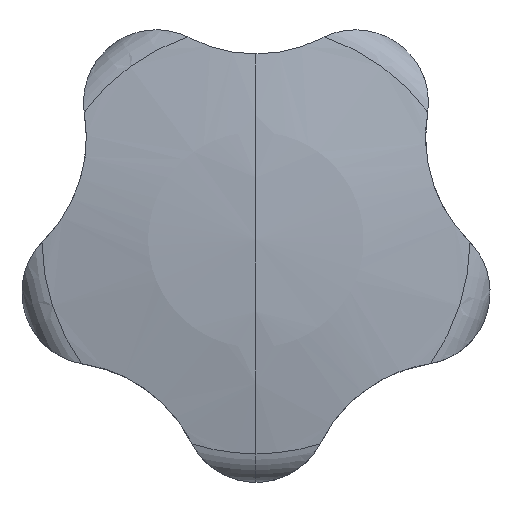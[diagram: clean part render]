
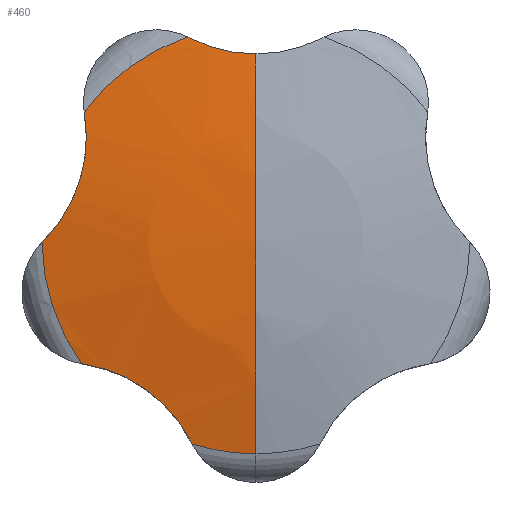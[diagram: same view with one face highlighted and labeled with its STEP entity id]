
A CAD part, top view. The second image highlights one B-rep face of the part: STEP entity #460.
In plain terms, the highlighted spherical face has radius 80 mm.
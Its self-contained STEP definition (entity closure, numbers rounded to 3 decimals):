
#240=EDGE_CURVE('',#394,#448,#668,.T.);
#278=VERTEX_POINT('',#709);
#302=VERTEX_POINT('',#734);
#338=EDGE_CURVE('',#448,#302,#773,.T.);
#366=EDGE_CURVE('',#302,#386,#805,.T.);
#386=VERTEX_POINT('',#827);
#394=VERTEX_POINT('',#835);
#406=EDGE_CURVE('',#530,#424,#849,.T.);
#412=EDGE_CURVE('',#478,#424,#855,.T.);
#416=VERTEX_POINT('',#859);
#424=VERTEX_POINT('',#868);
#434=EDGE_CURVE('',#502,#478,#881,.T.);
#448=VERTEX_POINT('',#895);
#460=ADVANCED_FACE('',(#908),#909,.T.);
#478=VERTEX_POINT('',#927);
#490=EDGE_CURVE('',#540,#502,#941,.T.);
#500=EDGE_CURVE('',#530,#394,#952,.T.);
#502=VERTEX_POINT('',#954);
#512=EDGE_CURVE('',#540,#580,#966,.T.);
#530=VERTEX_POINT('',#985);
#540=VERTEX_POINT('',#996);
#554=EDGE_CURVE('',#416,#386,#1011,.T.);
#560=EDGE_CURVE('',#626,#580,#1017,.T.);
#578=EDGE_CURVE('',#416,#278,#1036,.T.);
#580=VERTEX_POINT('',#1038);
#590=EDGE_CURVE('',#278,#626,#1048,.T.);
#626=VERTEX_POINT('',#1088);
#668=CIRCLE('',#1126,80.);
#709=CARTESIAN_POINT('',(-14.152,10.366,23.053));
#734=CARTESIAN_POINT('',(-5.486,16.663,23.053));
#773=B_SPLINE_CURVE_WITH_KNOTS('',3,(#1315,#1316,#1317,#1318,#1319,#1320,#1321,#1322,#1323,#1324,#1325,#1326),.UNSPECIFIED.,.F.,.F.,(4,2,2,2,2,4),(0.0,2.253,4.506,6.759,9.012,11.034),.UNSPECIFIED.);
#805=B_SPLINE_CURVE_WITH_KNOTS('',3,(#1369,#1370,#1371,#1372),.UNSPECIFIED.,.F.,.F.,(4,4),(0.0,0.171),.UNSPECIFIED.);
#827=CARTESIAN_POINT('',(-5.638,16.738,23.026));
#835=CARTESIAN_POINT('',(0.,0.,25.));
#849=CIRCLE('',#1448,17.662);
#855=B_SPLINE_CURVE_WITH_KNOTS('',3,(#1457,#1458,#1459,#1460),.UNSPECIFIED.,.F.,.F.,(4,4),(0.0,0.171),.UNSPECIFIED.);
#859=CARTESIAN_POINT('',(-14.177,10.535,23.026));
#868=CARTESIAN_POINT('',(-5.277,-16.856,23.026));
#881=B_SPLINE_CURVE_WITH_KNOTS('',3,(#1509,#1510,#1511,#1512,#1513,#1514,#1515,#1516,#1517,#1518,#1519,#1520),.UNSPECIFIED.,.F.,.F.,(4,2,2,2,2,4),(0.0,2.253,4.506,6.759,9.012,11.034),.UNSPECIFIED.);
#895=CARTESIAN_POINT('',(0.,15.335,23.516));
#908=FACE_OUTER_BOUND('',#1563,.T.);
#909=SPHERICAL_SURFACE('',#1564,80.);
#927=CARTESIAN_POINT('',(-5.356,-16.705,23.053));
#941=B_SPLINE_CURVE_WITH_KNOTS('',3,(#1609,#1610,#1611,#1612),.UNSPECIFIED.,.F.,.F.,(4,4),(12.583,12.748),.UNSPECIFIED.);
#952=CIRCLE('',#1628,80.);
#954=CARTESIAN_POINT('',(-14.232,-10.256,23.053));
#966=CIRCLE('',#1646,17.662);
#985=CARTESIAN_POINT('',(0.,-17.662,23.026));
#996=CARTESIAN_POINT('',(-14.4,-10.227,23.026));
#1011=CIRCLE('',#1711,17.662);
#1017=B_SPLINE_CURVE_WITH_KNOTS('',3,(#1718,#1719,#1720,#1721),.UNSPECIFIED.,.F.,.F.,(4,4),(0.0,0.171),.UNSPECIFIED.);
#1036=B_SPLINE_CURVE_WITH_KNOTS('',3,(#1762,#1763,#1764,#1765),.UNSPECIFIED.,.F.,.F.,(4,4),(12.583,12.748),.UNSPECIFIED.);
#1038=CARTESIAN_POINT('',(-17.661,-0.19,23.026));
#1048=B_SPLINE_CURVE_WITH_KNOTS('',3,(#1781,#1782,#1783,#1784,#1785,#1786,#1787,#1788,#1789,#1790,#1791,#1792),.UNSPECIFIED.,.F.,.F.,(4,2,2,2,2,4),(0.0,2.253,4.506,6.759,9.012,11.034),.UNSPECIFIED.);
#1088=CARTESIAN_POINT('',(-17.542,-0.068,23.053));
#1126=AXIS2_PLACEMENT_3D('',#1905,#1906,#1907);
#1315=CARTESIAN_POINT('',(5.486,16.663,23.053));
#1316=CARTESIAN_POINT('',(4.826,16.323,23.172));
#1317=CARTESIAN_POINT('',(4.11,16.034,23.273));
#1318=CARTESIAN_POINT('',(2.608,15.596,23.426));
#1319=CARTESIAN_POINT('',(1.823,15.448,23.477));
#1320=CARTESIAN_POINT('',(0.24,15.311,23.525));
#1321=CARTESIAN_POINT('',(-0.56,15.323,23.521));
#1322=CARTESIAN_POINT('',(-2.12,15.498,23.46));
#1323=CARTESIAN_POINT('',(-2.88,15.662,23.403));
#1324=CARTESIAN_POINT('',(-4.232,16.086,23.255));
#1325=CARTESIAN_POINT('',(-4.87,16.346,23.164));
#1326=CARTESIAN_POINT('',(-5.486,16.663,23.053));
#1369=CARTESIAN_POINT('',(-5.486,16.663,23.053));
#1370=CARTESIAN_POINT('',(-5.536,16.688,23.044));
#1371=CARTESIAN_POINT('',(-5.587,16.714,23.035));
#1372=CARTESIAN_POINT('',(-5.638,16.738,23.026));
#1448=AXIS2_PLACEMENT_3D('',#2105,#2106,#2107);
#1457=CARTESIAN_POINT('',(-5.356,-16.705,23.053));
#1458=CARTESIAN_POINT('',(-5.33,-16.755,23.044));
#1459=CARTESIAN_POINT('',(-5.304,-16.806,23.035));
#1460=CARTESIAN_POINT('',(-5.277,-16.856,23.026));
#1509=CARTESIAN_POINT('',(-14.232,-10.256,23.053));
#1510=CARTESIAN_POINT('',(-13.499,-10.369,23.172));
#1511=CARTESIAN_POINT('',(-12.749,-10.556,23.273));
#1512=CARTESIAN_POINT('',(-11.277,-11.084,23.426));
#1513=CARTESIAN_POINT('',(-10.555,-11.426,23.477));
#1514=CARTESIAN_POINT('',(-9.194,-12.246,23.525));
#1515=CARTESIAN_POINT('',(-8.553,-12.726,23.521));
#1516=CARTESIAN_POINT('',(-7.394,-13.784,23.46));
#1517=CARTESIAN_POINT('',(-6.876,-14.363,23.403));
#1518=CARTESIAN_POINT('',(-6.031,-15.501,23.255));
#1519=CARTESIAN_POINT('',(-5.668,-16.087,23.164));
#1520=CARTESIAN_POINT('',(-5.356,-16.705,23.053));
#1563=EDGE_LOOP('',(#2162,#2163,#2164,#2165,#2166,#2167,#2168,#2169,#2170,#2171,#2172,#2173,#2174));
#1564=AXIS2_PLACEMENT_3D('',#2175,#2176,#2177);
#1609=CARTESIAN_POINT('',(-14.4,-10.227,23.026));
#1610=CARTESIAN_POINT('',(-14.344,-10.238,23.035));
#1611=CARTESIAN_POINT('',(-14.288,-10.247,23.044));
#1612=CARTESIAN_POINT('',(-14.232,-10.256,23.053));
#1628=AXIS2_PLACEMENT_3D('',#2228,#2229,#2230);
#1646=AXIS2_PLACEMENT_3D('',#2251,#2252,#2253);
#1711=AXIS2_PLACEMENT_3D('',#2292,#2293,#2294);
#1718=CARTESIAN_POINT('',(-17.542,-0.068,23.053));
#1719=CARTESIAN_POINT('',(-17.582,-0.108,23.044));
#1720=CARTESIAN_POINT('',(-17.622,-0.149,23.035));
#1721=CARTESIAN_POINT('',(-17.661,-0.19,23.026));
#1762=CARTESIAN_POINT('',(-14.177,10.535,23.026));
#1763=CARTESIAN_POINT('',(-14.169,10.478,23.035));
#1764=CARTESIAN_POINT('',(-14.161,10.422,23.044));
#1765=CARTESIAN_POINT('',(-14.152,10.366,23.053));
#1781=CARTESIAN_POINT('',(-14.152,10.366,23.053));
#1782=CARTESIAN_POINT('',(-14.033,9.634,23.172));
#1783=CARTESIAN_POINT('',(-13.979,8.863,23.273));
#1784=CARTESIAN_POINT('',(-14.027,7.3,23.426));
#1785=CARTESIAN_POINT('',(-14.128,6.507,23.477));
#1786=CARTESIAN_POINT('',(-14.488,4.959,23.525));
#1787=CARTESIAN_POINT('',(-14.746,4.202,23.521));
#1788=CARTESIAN_POINT('',(-15.394,2.773,23.46));
#1789=CARTESIAN_POINT('',(-15.785,2.101,23.403));
#1790=CARTESIAN_POINT('',(-16.607,0.946,23.255));
#1791=CARTESIAN_POINT('',(-17.051,0.42,23.164));
#1792=CARTESIAN_POINT('',(-17.542,-0.068,23.053));
#1905=CARTESIAN_POINT('',(0.,0.,-55.));
#1906=DIRECTION('',(-1.0,0.,-0.0));
#1907=DIRECTION('',(0.0,0.0,-1.0));
#2105=CARTESIAN_POINT('',(0.,0.,23.026));
#2106=DIRECTION('',(-0.0,0.0,-1.0));
#2107=DIRECTION('',(0.,-1.0,0.0));
#2162=ORIENTED_EDGE('',*,*,#500,.T.);
#2163=ORIENTED_EDGE('',*,*,#240,.T.);
#2164=ORIENTED_EDGE('',*,*,#338,.T.);
#2165=ORIENTED_EDGE('',*,*,#366,.T.);
#2166=ORIENTED_EDGE('',*,*,#554,.F.);
#2167=ORIENTED_EDGE('',*,*,#578,.T.);
#2168=ORIENTED_EDGE('',*,*,#590,.T.);
#2169=ORIENTED_EDGE('',*,*,#560,.T.);
#2170=ORIENTED_EDGE('',*,*,#512,.F.);
#2171=ORIENTED_EDGE('',*,*,#490,.T.);
#2172=ORIENTED_EDGE('',*,*,#434,.T.);
#2173=ORIENTED_EDGE('',*,*,#412,.T.);
#2174=ORIENTED_EDGE('',*,*,#406,.F.);
#2175=CARTESIAN_POINT('',(0.,0.,-55.));
#2176=DIRECTION('',(0.0,0.0,-1.0));
#2177=DIRECTION('',(0.,1.0,0.0));
#2228=CARTESIAN_POINT('',(0.,0.,-55.));
#2229=DIRECTION('',(-1.0,0.,-0.0));
#2230=DIRECTION('',(0.0,0.0,-1.0));
#2251=CARTESIAN_POINT('',(0.,0.,23.026));
#2252=DIRECTION('',(-0.0,0.0,-1.0));
#2253=DIRECTION('',(0.,-1.0,0.0));
#2292=CARTESIAN_POINT('',(0.,0.,23.026));
#2293=DIRECTION('',(-0.0,0.0,-1.0));
#2294=DIRECTION('',(0.,-1.0,0.0));
